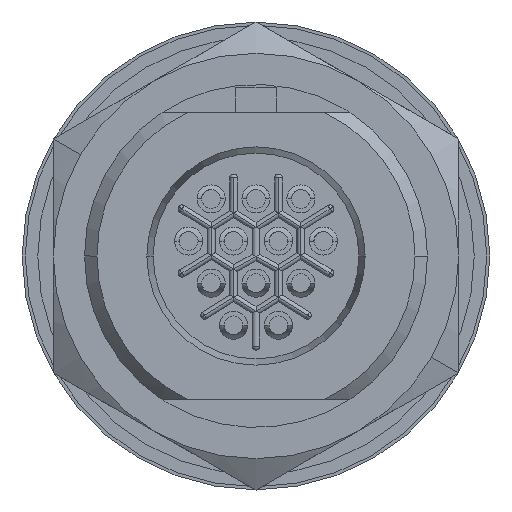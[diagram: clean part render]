
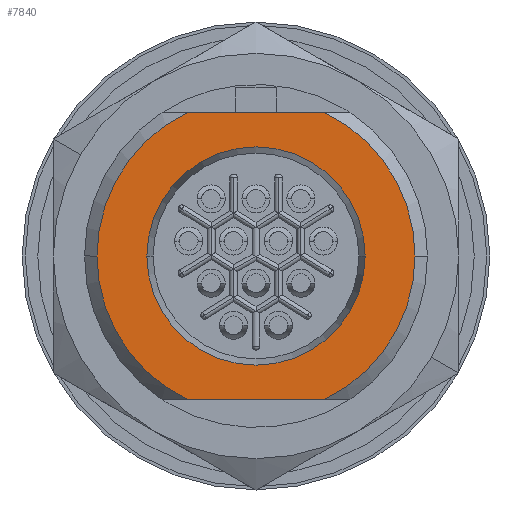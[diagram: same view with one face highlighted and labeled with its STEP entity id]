
A CAD part, left-side view. The second image highlights one B-rep face of the part: STEP entity #7840.
In plain terms, the highlighted planar face has unit normal (-1, 0, 0).
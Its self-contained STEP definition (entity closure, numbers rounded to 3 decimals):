
#4600=CARTESIAN_POINT('',(-0.253,-87.711,-4.6));
#4610=VERTEX_POINT('',#4600);
#4640=CARTESIAN_POINT('',(-0.253,0.,-4.6));
#4650=DIRECTION('',(0.,-1.,0.));
#4660=VECTOR('',#4650,1.);
#4670=LINE('',#4640,#4660);
#4680=CARTESIAN_POINT('',(-0.253,-92.115,-4.6));
#4690=VERTEX_POINT('',#4680);
#4700=EDGE_CURVE('',#4610,#4690,#4670,.T.);
#7290=CARTESIAN_POINT('',(-0.253,-85.421,0.));
#7300=DIRECTION('',(1.,0.,0.));
#7310=DIRECTION('',(0.,-1.,0.));
#7320=AXIS2_PLACEMENT_3D('',#7290,#7300,#7310);
#7330=PLANE('',#7320);
#7340=CARTESIAN_POINT('',(-0.253,-89.913,0.));
#7350=DIRECTION('',(1.,0.,0.));
#7360=DIRECTION('',(0.,1.,0.));
#7370=AXIS2_PLACEMENT_3D('',#7340,#7350,#7360);
#7380=CIRCLE('',#7370,3.5);
#7390=CARTESIAN_POINT('',(-0.253,-86.413,0.));
#7400=VERTEX_POINT('',#7390);
#7410=CARTESIAN_POINT('',(-0.253,-93.413,
0.));
#7420=VERTEX_POINT('',#7410);
#7430=EDGE_CURVE('',#7400,#7420,#7380,.T.);
#7440=ORIENTED_EDGE('',*,*,#7430,.T.);
#7450=EDGE_CURVE('',#7420,#7400,#7380,.T.);
#7460=ORIENTED_EDGE('',*,*,#7450,.T.);
#7470=EDGE_LOOP('',(#7460,#7440));
#7480=FACE_BOUND('',#7470,.T.);
#7490=CARTESIAN_POINT('',(-0.253,0.,4.6));
#7500=DIRECTION('',(0.,1.,0.));
#7510=VECTOR('',#7500,1.);
#7520=LINE('',#7490,#7510);
#7530=CARTESIAN_POINT('',(-0.253,-92.115,4.6));
#7540=VERTEX_POINT('',#7530);
#7550=CARTESIAN_POINT('',(-0.253,-87.711,4.6));
#7560=VERTEX_POINT('',#7550);
#7570=EDGE_CURVE('',#7540,#7560,#7520,.T.);
#7580=ORIENTED_EDGE('',*,*,#7570,.T.);
#7590=CARTESIAN_POINT('',(-0.253,-89.913,0.));
#7600=DIRECTION('',(1.,0.,0.));
#7610=DIRECTION('',(0.,-1.,0.));
#7620=AXIS2_PLACEMENT_3D('',#7590,#7600,#7610);
#7630=CIRCLE('',#7620,5.1);
#7640=CARTESIAN_POINT('',(-0.253,-95.013,0.));
#7650=VERTEX_POINT('',#7640);
#7660=EDGE_CURVE('',#7540,#7650,#7630,.T.);
#7670=ORIENTED_EDGE('',*,*,#7660,.F.);
#7680=EDGE_CURVE('',#7650,#4690,#7630,.T.);
#7690=ORIENTED_EDGE('',*,*,#7680,.F.);
#7700=ORIENTED_EDGE('',*,*,#4700,.T.);
#7710=CARTESIAN_POINT('',(-0.253,-89.913,0.));
#7720=DIRECTION('',(1.,0.,0.));
#7730=DIRECTION('',(0.,-1.,0.));
#7740=AXIS2_PLACEMENT_3D('',#7710,#7720,#7730);
#7750=CIRCLE('',#7740,5.1);
#7760=CARTESIAN_POINT('',(-0.253,-84.813,
0.));
#7770=VERTEX_POINT('',#7760);
#7780=EDGE_CURVE('',#4610,#7770,#7750,.T.);
#7790=ORIENTED_EDGE('',*,*,#7780,.F.);
#7800=EDGE_CURVE('',#7770,#7560,#7750,.T.);
#7810=ORIENTED_EDGE('',*,*,#7800,.F.);
#7820=EDGE_LOOP('',(#7810,#7790,#7700,#7690,#7670,#7580));
#7830=FACE_OUTER_BOUND('',#7820,.T.);
#7840=ADVANCED_FACE('',(#7480,#7830),#7330,.F.);
